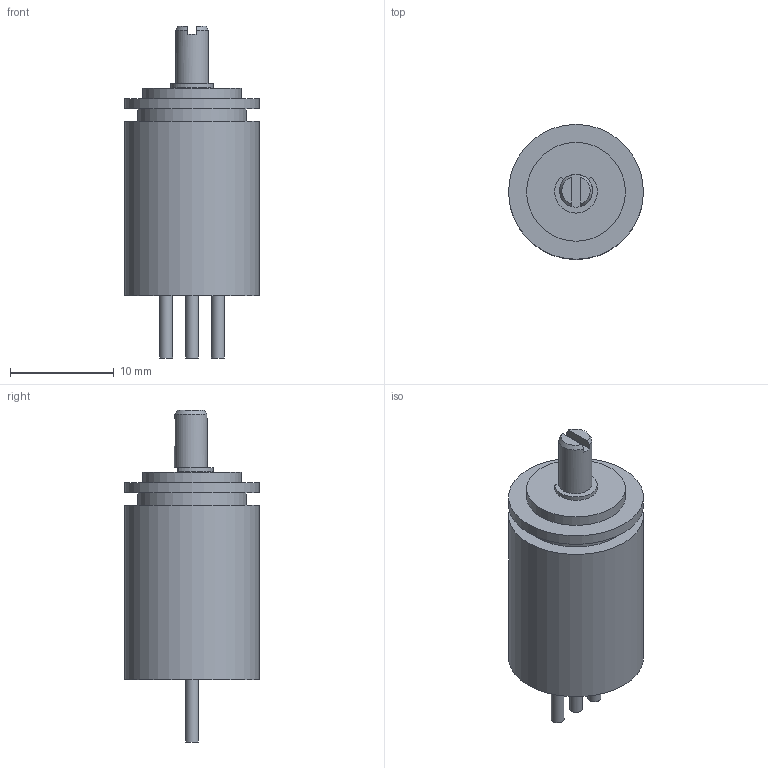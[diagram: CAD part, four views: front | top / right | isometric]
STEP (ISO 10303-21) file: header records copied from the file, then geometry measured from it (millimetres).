
FILE_DESCRIPTION(('Bauteilbeschreibung','HiCAD-Model','HiCAD-STEP-TRANSLATION','Bauteilbeschreibung'),'2;1');
FILE_NAME('VERT-X 1312_1342.STP','2009-04-14T10:26:37+00:00',('Konstrukteur'),('Konstrukteur Firma GmbH'),' HiCAD neXt 2008, Step 3.1.1401.2D ','HiCAD neXt 2008','confidential');
FILE_SCHEMA(('AUTOMOTIVE_DESIGN { 1 2 10303 214 0 1 1 1 }'));
Length unit declared in the file: millimetre
Products named in the file (5): VERT_X 1312_1342; VERT_X_1312_XXX_XXX_2XX; WIRES; SHAFT; HOUSING
Assembly tree (4 placements, depth 3):
  VERT_X 1312_1342
    VERT_X_1312_XXX_XXX_2XX
      WIRES
      SHAFT
      HOUSING
Bounding box: 13 x 13 x 32 mm (x, y, z)
Volume: 2684.4 mm3; surface area: 1432.5 mm2
Topology: 6 solids, 6 shells, 46 faces, 89 edges, 60 vertices
Faces by surface type: plane 25, cylinder 18, cone 3
Full cylindrical faces by diameter (mm): 1.25 x3, 2.3 x1, 3.175 x2, 9.525 x1, 10.5 x1, 13 x2
Entity records: 1522 total; most frequent: DIRECTION 220, CARTESIAN_POINT 192, ORIENTED_EDGE 148, AXIS2_PLACEMENT_3D 96, EDGE_CURVE 74, COLOUR_RGB 65, PRESENTATION_STYLE_ASSIGNMENT 65, CURVE_STYLE 62
